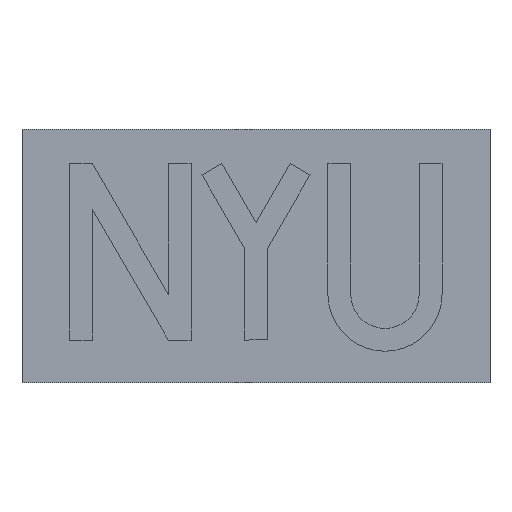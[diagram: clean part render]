
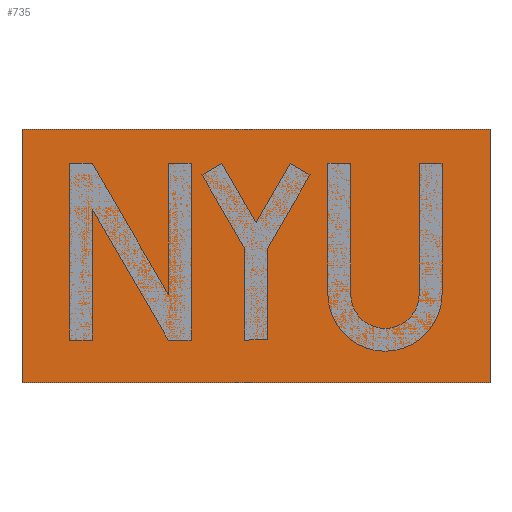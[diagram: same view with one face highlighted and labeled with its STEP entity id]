
A CAD part, top view. The second image highlights one B-rep face of the part: STEP entity #735.
In plain terms, the highlighted planar face has unit normal (0, 0, 1).
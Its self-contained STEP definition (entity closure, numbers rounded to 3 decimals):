
#206=ORIENTED_EDGE('',*,*,#291,.F.);
#207=ORIENTED_EDGE('',*,*,#295,.T.);
#208=ORIENTED_EDGE('',*,*,#298,.T.);
#209=ORIENTED_EDGE('',*,*,#301,.F.);
#291=EDGE_CURVE('',#357,#358,#442,.T.);
#295=EDGE_CURVE('',#357,#361,#446,.T.);
#298=EDGE_CURVE('',#361,#363,#449,.T.);
#301=EDGE_CURVE('',#358,#363,#452,.T.);
#357=VERTEX_POINT('',#1424);
#358=VERTEX_POINT('',#1425);
#361=VERTEX_POINT('',#1433);
#363=VERTEX_POINT('',#1439);
#442=LINE('',#1423,#531);
#446=LINE('',#1432,#535);
#449=LINE('',#1438,#538);
#452=LINE('',#1444,#541);
#531=VECTOR('',#1228,1000.);
#535=VECTOR('',#1234,1000.);
#538=VECTOR('',#1239,1000.);
#541=VECTOR('',#1244,1000.);
#581=EDGE_LOOP('',(#206,#207,#208,#209));
#620=FACE_BOUND('',#581,.T.);
#657=PLANE('',#1066);
#735=ADVANCED_FACE('',(#620),#657,.T.);
#1066=AXIS2_PLACEMENT_3D('',#1447,#1248,#1249);
#1228=DIRECTION('',(1.,0.,0.));
#1234=DIRECTION('',(0.,-1.,0.));
#1239=DIRECTION('',(1.,0.,0.));
#1244=DIRECTION('',(0.,-1.,0.));
#1248=DIRECTION('',(0.,0.,1.));
#1249=DIRECTION('',(1.,0.,0.));
#1423=CARTESIAN_POINT('',(92.075,52.102,25.4));
#1424=CARTESIAN_POINT('',(-130.175,52.102,25.4));
#1425=CARTESIAN_POINT('',(130.175,52.102,25.4));
#1432=CARTESIAN_POINT('',(-130.175,-18.485,25.4));
#1433=CARTESIAN_POINT('',(-130.175,-89.072,25.4));
#1438=CARTESIAN_POINT('',(0.,-89.072,25.4));
#1439=CARTESIAN_POINT('',(130.175,-89.072,25.4));
#1444=CARTESIAN_POINT('',(130.175,-18.485,25.4));
#1447=CARTESIAN_POINT('',(0.,-18.485,25.4));
